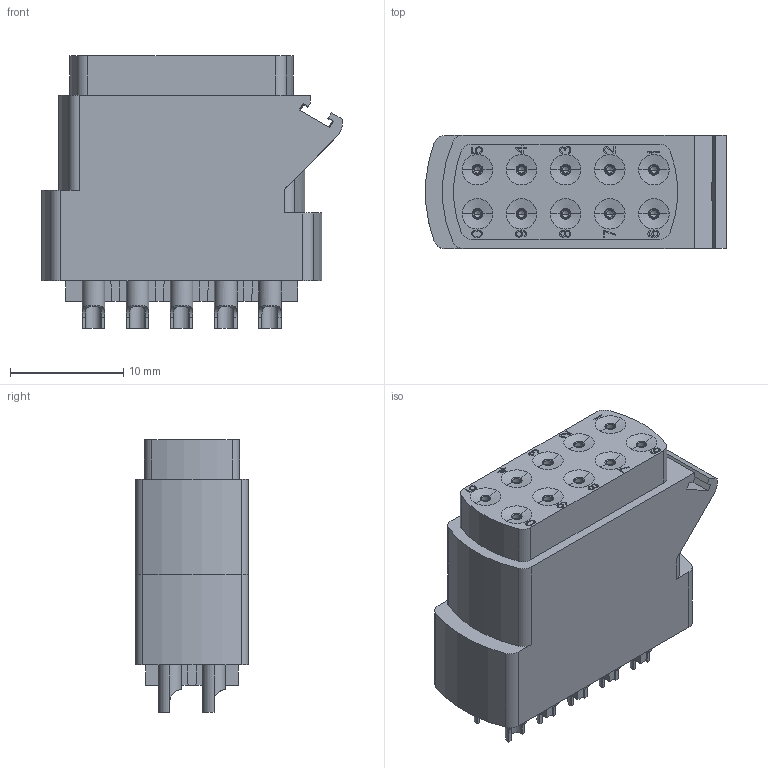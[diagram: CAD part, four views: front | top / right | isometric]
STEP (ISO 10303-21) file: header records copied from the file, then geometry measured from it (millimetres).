
FILE_DESCRIPTION((''),'2;1');
FILE_NAME('00110026702','2020-09-03T',('presta_be4'),(''),'CREO PARAMETRIC BY PTC INC, 2018360','CREO PARAMETRIC BY PTC INC, 2018360','');
FILE_SCHEMA(('CONFIG_CONTROL_DESIGN'));
Products named in the file (1): 00110026702
Bounding box: 26.57 x 10 x 24.11 mm (x, y, z)
Volume: 3563.2 mm3; surface area: 6963.4 mm2
Topology: 11 solids, 11 shells, 2229 faces, 5975 edges, 3776 vertices
Faces by surface type: plane 1148, cone 380, cylinder 377, torus 324
Entity records: 72958 total; most frequent: CARTESIAN_POINT 16234, DIRECTION 12117, ORIENTED_EDGE 11870, EDGE_CURVE 5935, AXIS2_PLACEMENT_3D 4464, VERTEX_POINT 3776, VECTOR 3189, LINE 3189
